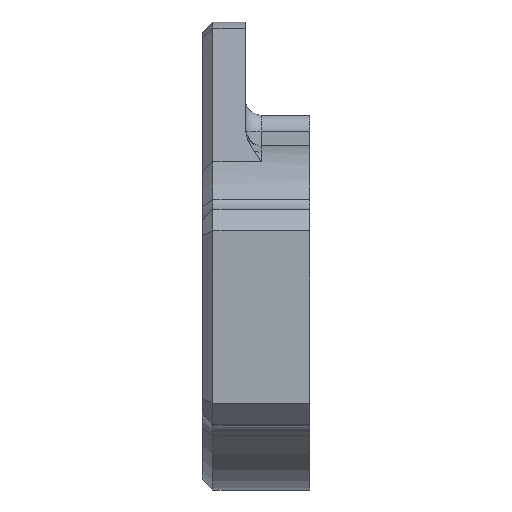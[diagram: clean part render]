
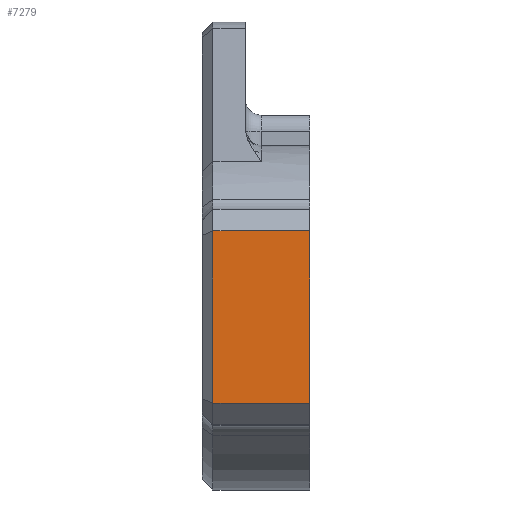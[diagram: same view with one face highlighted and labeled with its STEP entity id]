
A CAD part, top view. The second image highlights one B-rep face of the part: STEP entity #7279.
In plain terms, the highlighted planar face has unit normal (0, 0, 1).
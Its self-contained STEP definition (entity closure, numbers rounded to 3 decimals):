
#1164 = PLANE('',#1165);
#1165 = AXIS2_PLACEMENT_3D('',#1166,#1167,#1168);
#1166 = CARTESIAN_POINT('',(-110.5,-4.,33.5));
#1167 = DIRECTION('',(-0.707,0.,0.707));
#1168 = DIRECTION('',(0.707,0.,0.707));
#2937 = PLANE('',#2938);
#2938 = AXIS2_PLACEMENT_3D('',#2939,#2940,#2941);
#2939 = CARTESIAN_POINT('',(-101.,0.,0.));
#2940 = DIRECTION('',(-1.,0.,0.));
#2941 = DIRECTION('',(0.,0.,1.));
#3783 = VERTEX_POINT('',#3784);
#3784 = CARTESIAN_POINT('',(-101.,8.,34.));
#3798 = PLANE('',#3799);
#3799 = AXIS2_PLACEMENT_3D('',#3800,#3801,#3802);
#3800 = CARTESIAN_POINT('',(-101.,8.,34.));
#3801 = DIRECTION('',(0.,0.707,0.707));
#3802 = DIRECTION('',(0.,0.707,-0.707));
#3810 = EDGE_CURVE('',#3811,#3783,#3813,.T.);
#3811 = VERTEX_POINT('',#3812);
#3812 = CARTESIAN_POINT('',(-101.,-8.,34.));
#3813 = SURFACE_CURVE('',#3814,(#3818,#3825),.PCURVE_S1.);
#3814 = LINE('',#3815,#3816);
#3815 = CARTESIAN_POINT('',(-101.,-8.,34.));
#3816 = VECTOR('',#3817,1.);
#3817 = DIRECTION('',(0.,1.,0.));
#3818 = PCURVE('',#2937,#3819);
#3819 = DEFINITIONAL_REPRESENTATION('',(#3820),#3824);
#3820 = LINE('',#3821,#3822);
#3821 = CARTESIAN_POINT('',(34.,-8.));
#3822 = VECTOR('',#3823,1.);
#3823 = DIRECTION('',(0.,1.));
#3824 = ( GEOMETRIC_REPRESENTATION_CONTEXT(2) 
PARAMETRIC_REPRESENTATION_CONTEXT() REPRESENTATION_CONTEXT('2D SPACE',''
  ) );
#3825 = PCURVE('',#3826,#3831);
#3826 = PLANE('',#3827);
#3827 = AXIS2_PLACEMENT_3D('',#3828,#3829,#3830);
#3828 = CARTESIAN_POINT('',(-101.,-8.,34.));
#3829 = DIRECTION('',(0.,0.,1.));
#3830 = DIRECTION('',(0.,1.,0.));
#3831 = DEFINITIONAL_REPRESENTATION('',(#3832),#3836);
#3832 = LINE('',#3833,#3834);
#3833 = CARTESIAN_POINT('',(0.,0.));
#3834 = VECTOR('',#3835,1.);
#3835 = DIRECTION('',(1.,0.));
#3836 = ( GEOMETRIC_REPRESENTATION_CONTEXT(2) 
PARAMETRIC_REPRESENTATION_CONTEXT() REPRESENTATION_CONTEXT('2D SPACE',''
  ) );
#3854 = PLANE('',#3855);
#3855 = AXIS2_PLACEMENT_3D('',#3856,#3857,#3858);
#3856 = CARTESIAN_POINT('',(-101.,-10.,32.));
#3857 = DIRECTION('',(0.,-0.707,0.707));
#3858 = DIRECTION('',(0.,0.707,0.707));
#4884 = VERTEX_POINT('',#4885);
#4885 = CARTESIAN_POINT('',(-110.,8.,34.));
#4959 = EDGE_CURVE('',#4960,#4884,#4962,.T.);
#4960 = VERTEX_POINT('',#4961);
#4961 = CARTESIAN_POINT('',(-110.,-8.,34.));
#4962 = SURFACE_CURVE('',#4963,(#4967,#4974),.PCURVE_S1.);
#4963 = LINE('',#4964,#4965);
#4964 = CARTESIAN_POINT('',(-110.,-4.,34.));
#4965 = VECTOR('',#4966,1.);
#4966 = DIRECTION('',(0.,1.,0.));
#4967 = PCURVE('',#1164,#4968);
#4968 = DEFINITIONAL_REPRESENTATION('',(#4969),#4973);
#4969 = LINE('',#4970,#4971);
#4970 = CARTESIAN_POINT('',(0.707,0.));
#4971 = VECTOR('',#4972,1.);
#4972 = DIRECTION('',(0.,1.));
#4973 = ( GEOMETRIC_REPRESENTATION_CONTEXT(2) 
PARAMETRIC_REPRESENTATION_CONTEXT() REPRESENTATION_CONTEXT('2D SPACE',''
  ) );
#4974 = PCURVE('',#3826,#4975);
#4975 = DEFINITIONAL_REPRESENTATION('',(#4976),#4980);
#4976 = LINE('',#4977,#4978);
#4977 = CARTESIAN_POINT('',(4.,9.));
#4978 = VECTOR('',#4979,1.);
#4979 = DIRECTION('',(1.,0.));
#4980 = ( GEOMETRIC_REPRESENTATION_CONTEXT(2) 
PARAMETRIC_REPRESENTATION_CONTEXT() REPRESENTATION_CONTEXT('2D SPACE',''
  ) );
#7279 = ADVANCED_FACE('',(#7280),#3826,.T.);
#7280 = FACE_BOUND('',#7281,.T.);
#7281 = EDGE_LOOP('',(#7282,#7283,#7304,#7305));
#7282 = ORIENTED_EDGE('',*,*,#4959,.F.);
#7283 = ORIENTED_EDGE('',*,*,#7284,.F.);
#7284 = EDGE_CURVE('',#3811,#4960,#7285,.T.);
#7285 = SURFACE_CURVE('',#7286,(#7290,#7297),.PCURVE_S1.);
#7286 = LINE('',#7287,#7288);
#7287 = CARTESIAN_POINT('',(-101.,-8.,34.));
#7288 = VECTOR('',#7289,1.);
#7289 = DIRECTION('',(-1.,0.,0.));
#7290 = PCURVE('',#3826,#7291);
#7291 = DEFINITIONAL_REPRESENTATION('',(#7292),#7296);
#7292 = LINE('',#7293,#7294);
#7293 = CARTESIAN_POINT('',(0.,0.));
#7294 = VECTOR('',#7295,1.);
#7295 = DIRECTION('',(0.,1.));
#7296 = ( GEOMETRIC_REPRESENTATION_CONTEXT(2) 
PARAMETRIC_REPRESENTATION_CONTEXT() REPRESENTATION_CONTEXT('2D SPACE',''
  ) );
#7297 = PCURVE('',#3854,#7298);
#7298 = DEFINITIONAL_REPRESENTATION('',(#7299),#7303);
#7299 = LINE('',#7300,#7301);
#7300 = CARTESIAN_POINT('',(2.828,0.));
#7301 = VECTOR('',#7302,1.);
#7302 = DIRECTION('',(0.,1.));
#7303 = ( GEOMETRIC_REPRESENTATION_CONTEXT(2) 
PARAMETRIC_REPRESENTATION_CONTEXT() REPRESENTATION_CONTEXT('2D SPACE',''
  ) );
#7304 = ORIENTED_EDGE('',*,*,#3810,.T.);
#7305 = ORIENTED_EDGE('',*,*,#7306,.T.);
#7306 = EDGE_CURVE('',#3783,#4884,#7307,.T.);
#7307 = SURFACE_CURVE('',#7308,(#7312,#7319),.PCURVE_S1.);
#7308 = LINE('',#7309,#7310);
#7309 = CARTESIAN_POINT('',(-101.,8.,34.));
#7310 = VECTOR('',#7311,1.);
#7311 = DIRECTION('',(-1.,0.,0.));
#7312 = PCURVE('',#3826,#7313);
#7313 = DEFINITIONAL_REPRESENTATION('',(#7314),#7318);
#7314 = LINE('',#7315,#7316);
#7315 = CARTESIAN_POINT('',(16.,0.));
#7316 = VECTOR('',#7317,1.);
#7317 = DIRECTION('',(0.,1.));
#7318 = ( GEOMETRIC_REPRESENTATION_CONTEXT(2) 
PARAMETRIC_REPRESENTATION_CONTEXT() REPRESENTATION_CONTEXT('2D SPACE',''
  ) );
#7319 = PCURVE('',#3798,#7320);
#7320 = DEFINITIONAL_REPRESENTATION('',(#7321),#7325);
#7321 = LINE('',#7322,#7323);
#7322 = CARTESIAN_POINT('',(0.,0.));
#7323 = VECTOR('',#7324,1.);
#7324 = DIRECTION('',(0.,1.));
#7325 = ( GEOMETRIC_REPRESENTATION_CONTEXT(2) 
PARAMETRIC_REPRESENTATION_CONTEXT() REPRESENTATION_CONTEXT('2D SPACE',''
  ) );
